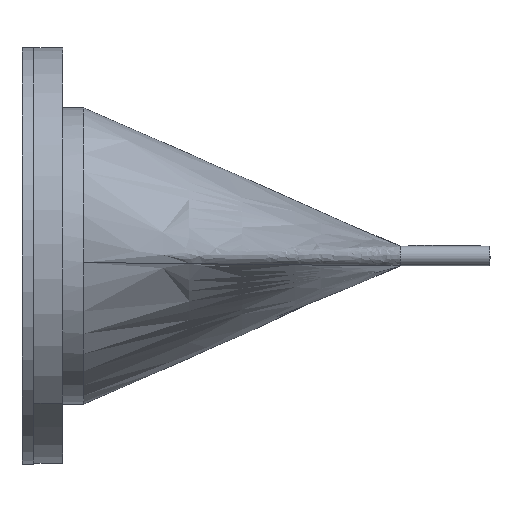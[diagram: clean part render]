
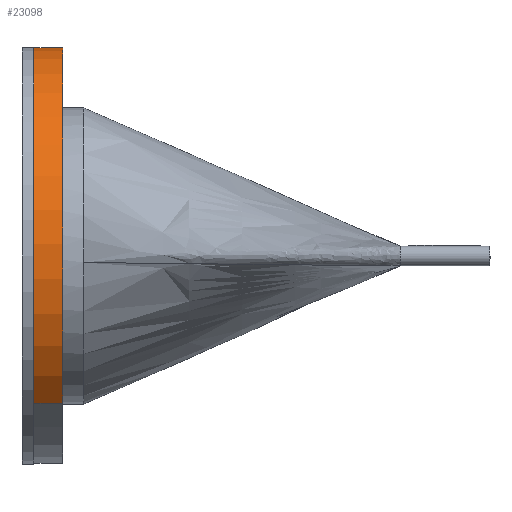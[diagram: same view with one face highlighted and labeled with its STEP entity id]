
A CAD part, front view. The second image highlights one B-rep face of the part: STEP entity #23098.
In plain terms, the highlighted cylindrical face has radius 230 mm (diameter 460 mm), a partial arc.
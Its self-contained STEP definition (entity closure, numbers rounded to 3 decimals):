
#289 = CIRCLE ( 'NONE', #26467, 230. ) ;
#630 = FACE_OUTER_BOUND ( 'NONE', #7453, .T. ) ;
#1525 = DIRECTION ( 'NONE',  ( 0., 0., -1. ) ) ;
#2841 = DIRECTION ( 'NONE',  ( -1., 0., 0. ) ) ;
#3203 = CARTESIAN_POINT ( 'NONE',  ( -230., 0., 0. ) ) ;
#3320 = ORIENTED_EDGE ( 'NONE', *, *, #17792, .T. ) ;
#4107 = EDGE_CURVE ( 'NONE', #19681, #22702, #26881, .T. ) ;
#4548 = EDGE_CURVE ( 'NONE', #33555, #35518, #289, .T. ) ;
#5556 = CARTESIAN_POINT ( 'NONE',  ( 0., 0., 0. ) ) ;
#6026 = DIRECTION ( 'NONE',  ( 0., 0., -1. ) ) ;
#6191 = VECTOR ( 'NONE', #1525, 1000. ) ;
#7453 = EDGE_LOOP ( 'NONE', ( #29230, #3320, #20678, #30894 ) ) ;
#9435 = CARTESIAN_POINT ( 'NONE',  ( -230., 0., 32. ) ) ;
#10097 = CARTESIAN_POINT ( 'NONE',  ( 162.635, -162.635, 0. ) ) ;
#13531 = CARTESIAN_POINT ( 'NONE',  ( 0., 0., 32. ) ) ;
#14164 = DIRECTION ( 'NONE',  ( 0., 0., -1. ) ) ;
#16665 = DIRECTION ( 'NONE',  ( 0., 0., 1. ) ) ;
#17315 = LINE ( 'NONE', #27720, #22076 ) ;
#17585 = AXIS2_PLACEMENT_3D ( 'NONE', #28535, #14164, #2841 ) ;
#17792 = EDGE_CURVE ( 'NONE', #33555, #19681, #29798, .T. ) ;
#19681 = VERTEX_POINT ( 'NONE', #3203 ) ;
#20678 = ORIENTED_EDGE ( 'NONE', *, *, #4107, .T. ) ;
#21019 = DIRECTION ( 'NONE',  ( 1., 0., 0. ) ) ;
#21402 = CARTESIAN_POINT ( 'NONE',  ( -230., 0., 32. ) ) ;
#22076 = VECTOR ( 'NONE', #6026, 1000. ) ;
#22702 = VERTEX_POINT ( 'NONE', #10097 ) ;
#23098 = ADVANCED_FACE ( 'NONE', ( #630 ), #25441, .T. ) ;
#24668 = DIRECTION ( 'NONE',  ( 0., 0., 1. ) ) ;
#25441 = CYLINDRICAL_SURFACE ( 'NONE', #17585, 230. ) ;
#26467 = AXIS2_PLACEMENT_3D ( 'NONE', #13531, #24668, #21019 ) ;
#26881 = CIRCLE ( 'NONE', #29794, 230. ) ;
#27720 = CARTESIAN_POINT ( 'NONE',  ( 162.635, -162.635, 32. ) ) ;
#28535 = CARTESIAN_POINT ( 'NONE',  ( 0., 0., 32. ) ) ;
#29059 = CARTESIAN_POINT ( 'NONE',  ( 162.635, -162.635, 32. ) ) ;
#29230 = ORIENTED_EDGE ( 'NONE', *, *, #4548, .F. ) ;
#29794 = AXIS2_PLACEMENT_3D ( 'NONE', #5556, #16665, #33415 ) ;
#29798 = LINE ( 'NONE', #21402, #6191 ) ;
#30894 = ORIENTED_EDGE ( 'NONE', *, *, #34289, .F. ) ;
#33415 = DIRECTION ( 'NONE',  ( 1., 0., 0. ) ) ;
#33555 = VERTEX_POINT ( 'NONE', #9435 ) ;
#34289 = EDGE_CURVE ( 'NONE', #35518, #22702, #17315, .T. ) ;
#35518 = VERTEX_POINT ( 'NONE', #29059 ) ;
